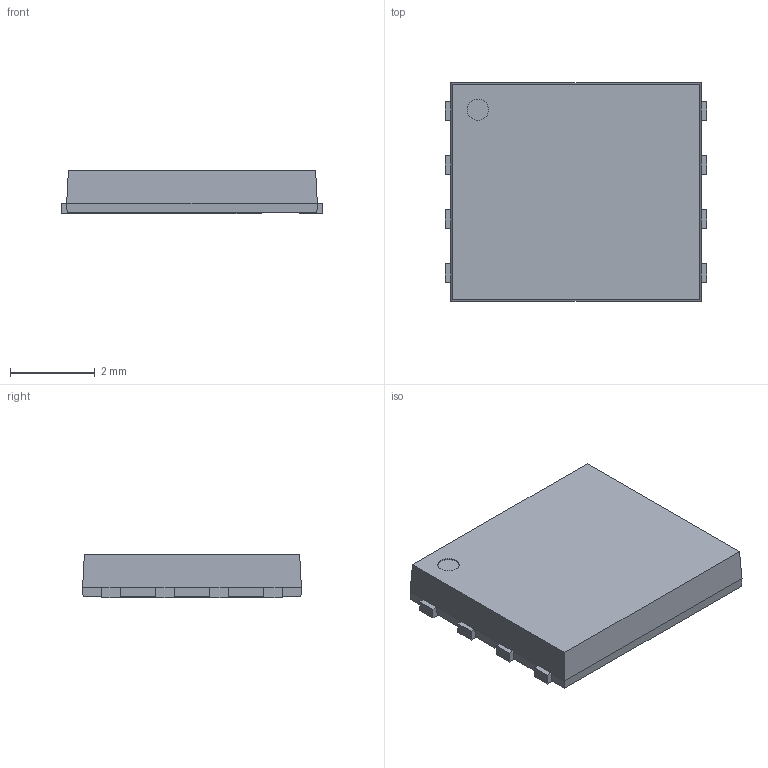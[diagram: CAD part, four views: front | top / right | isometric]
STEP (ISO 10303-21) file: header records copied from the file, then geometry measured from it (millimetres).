
FILE_DESCRIPTION(/* description */ ('model of TDSON-8-1'),/* implementation_level */ '2;1');
FILE_NAME(/* name */ 'TDSON-8-1.step',/* time_stamp */ '2017-05-13T20:59:29',/* author */ ('kicad StepUp','ksu'),/* organization */ ('FreeCAD'),/* preprocessor_version */ 'OCC',/* originating_system */ 'kicad StepUp',/* authorisation */ '');
FILE_SCHEMA(('AUTOMOTIVE_DESIGN_CC2 { 1 2 10303 214 -1 1 5 4 }'));
Length unit declared in the file: millimetre
Products named in the file (1): TDSON_8_1
Bounding box: 6.15 x 5.15 x 1.03 mm (x, y, z)
Volume: 30.7 mm3; surface area: 83.9 mm2
Topology: 1 solids, 1 shells, 72 faces, 187 edges, 118 vertices
Faces by surface type: plane 55, bspline 16, cylinder 1
Full cylindrical faces by diameter (mm): 0.5 x1
Entity records: 1448 total; most frequent: ORIENTED_EDGE 299, CARTESIAN_POINT 215, EDGE_CURVE 187, LINE 132, VERTEX_POINT 118, FACE_BOUND 73, EDGE_LOOP 73, ADVANCED_FACE 72
